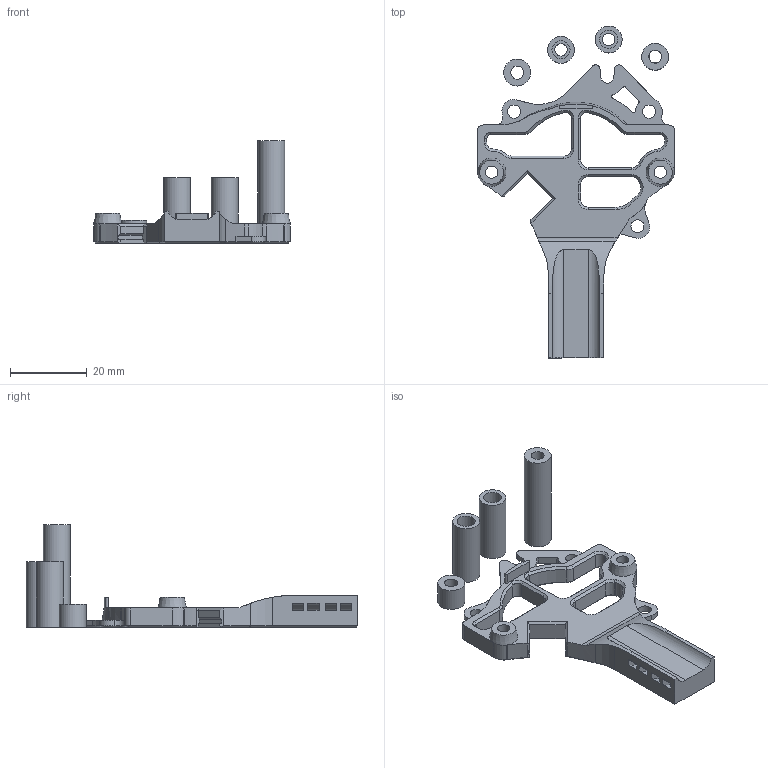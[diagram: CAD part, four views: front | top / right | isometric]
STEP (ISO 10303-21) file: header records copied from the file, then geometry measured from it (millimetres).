
FILE_DESCRIPTION(/* description */ ('STEP AP242','CAx-IF Rec.Pracs.---Representation and Presentation of Product Manufacturing Information (PMI)---4.0---2014-10-13','CAx-IF Rec.Pracs.---3D Tessellated Geometry---0.4---2014-09-14','2;1'),/* implementation_level */ '2;1');
FILE_NAME(/* name */ 'A4T - THB Mount - WWG2',/* time_stamp */ '2024-12-16T09:34:19Z',/* author */ (''),/* organization */ (''),/* preprocessor_version */ 'ST-DEVELOPER v20',/* originating_system */ 'ONSHAPE BY PTC INC, 1.191',/* authorisation */ ' ');
FILE_SCHEMA (('AP242_MANAGED_MODEL_BASED_3D_ENGINEERING_MIM_LF { 1 0 10303 442 1 1 4 }'));
Length unit declared in the file: millimetre
Products named in the file (6): A4T - THB Mount - WWG2; spaccer_xol_carriage; Standoffs_Spacers; Standoffs_Spacers (1); EBB36/SHT36 Mount; Standoffs_Spacers (2)
Assembly tree (5 placements, depth 2):
  A4T - THB Mount - WWG2
    spaccer_xol_carriage
    Standoffs_Spacers
    Standoffs_Spacers (1)
    EBB36/SHT36 Mount
    Standoffs_Spacers (2)
Bounding box: 51.18 x 86.36 x 26.62 mm (x, y, z)
Volume: 9019.7 mm3; surface area: 8497.1 mm2
Topology: 5 solids, 5 shells, 359 faces, 901 edges, 554 vertices
Faces by surface type: plane 187, cylinder 101, cone 70, bspline 1
Full cylindrical faces by diameter (mm): 3.2 x4, 3.4 x5, 4.7 x7, 7 x4
Entity records: 10710 total; most frequent: CARTESIAN_POINT 1930, DIRECTION 1874, ORIENTED_EDGE 1734, EDGE_CURVE 867, AXIS2_PLACEMENT_3D 675, VERTEX_POINT 542, LINE 524, VECTOR 524
